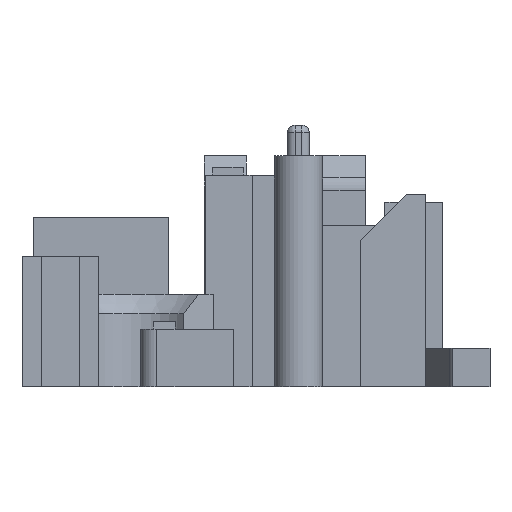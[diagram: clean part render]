
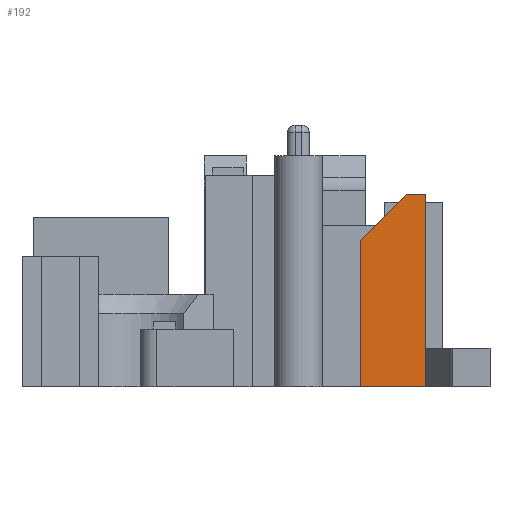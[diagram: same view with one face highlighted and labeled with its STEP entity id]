
A CAD part, left-side view. The second image highlights one B-rep face of the part: STEP entity #192.
In plain terms, the highlighted planar face has unit normal (-1, 0, 0).
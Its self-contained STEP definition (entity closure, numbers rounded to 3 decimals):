
#76 = EDGE_CURVE('',#77,#79,#81,.T.);
#77 = VERTEX_POINT('',#78);
#78 = CARTESIAN_POINT('',(19174.634,-29733.443,0.));
#79 = VERTEX_POINT('',#80);
#80 = CARTESIAN_POINT('',(19174.634,-29733.443,38000.
    ));
#81 = SURFACE_CURVE('',#82,(#86,#98),.PCURVE_S1.);
#82 = LINE('',#83,#84);
#83 = CARTESIAN_POINT('',(19174.634,-29733.443,0.));
#84 = VECTOR('',#85,1.);
#85 = DIRECTION('',(0.,0.,1.));
#86 = PCURVE('',#87,#92);
#87 = PLANE('',#88);
#88 = AXIS2_PLACEMENT_3D('',#89,#90,#91);
#89 = CARTESIAN_POINT('',(19174.634,-29733.443,0.));
#90 = DIRECTION('',(0.,1.,0.));
#91 = DIRECTION('',(1.,0.,0.));
#92 = DEFINITIONAL_REPRESENTATION('',(#93),#97);
#93 = LINE('',#94,#95);
#94 = CARTESIAN_POINT('',(0.,0.));
#95 = VECTOR('',#96,1.);
#96 = DIRECTION('',(0.,-1.));
#97 = ( GEOMETRIC_REPRESENTATION_CONTEXT(2) 
PARAMETRIC_REPRESENTATION_CONTEXT() REPRESENTATION_CONTEXT('2D SPACE',''
  ) );
#98 = PCURVE('',#99,#104);
#99 = PLANE('',#100);
#100 = AXIS2_PLACEMENT_3D('',#101,#102,#103);
#101 = CARTESIAN_POINT('',(19174.634,-46733.443,0.));
#102 = DIRECTION('',(-1.,0.,0.));
#103 = DIRECTION('',(0.,1.,0.));
#104 = DEFINITIONAL_REPRESENTATION('',(#105),#109);
#105 = LINE('',#106,#107);
#106 = CARTESIAN_POINT('',(17000.,0.));
#107 = VECTOR('',#108,1.);
#108 = DIRECTION('',(0.,-1.));
#109 = ( GEOMETRIC_REPRESENTATION_CONTEXT(2) 
PARAMETRIC_REPRESENTATION_CONTEXT() REPRESENTATION_CONTEXT('2D SPACE',''
  ) );
#127 = PLANE('',#128);
#128 = AXIS2_PLACEMENT_3D('',#129,#130,#131);
#129 = CARTESIAN_POINT('',(19174.634,-35733.443,
    44000.));
#130 = DIRECTION('',(0.,-0.707,-0.707));
#131 = DIRECTION('',(1.,0.,0.));
#181 = PLANE('',#182);
#182 = AXIS2_PLACEMENT_3D('',#183,#184,#185);
#183 = CARTESIAN_POINT('',(27674.634,-38233.443,0.));
#184 = DIRECTION('',(-0.,-0.,-1.));
#185 = DIRECTION('',(-1.,0.,0.));
#192 = ADVANCED_FACE('',(#193),#99,.T.);
#193 = FACE_BOUND('',#194,.T.);
#194 = EDGE_LOOP('',(#195,#196,#219,#247,#275));
#195 = ORIENTED_EDGE('',*,*,#76,.F.);
#196 = ORIENTED_EDGE('',*,*,#197,.F.);
#197 = EDGE_CURVE('',#198,#77,#200,.T.);
#198 = VERTEX_POINT('',#199);
#199 = CARTESIAN_POINT('',(19174.634,-46733.443,0.));
#200 = SURFACE_CURVE('',#201,(#205,#212),.PCURVE_S1.);
#201 = LINE('',#202,#203);
#202 = CARTESIAN_POINT('',(19174.634,-46733.443,0.));
#203 = VECTOR('',#204,1.);
#204 = DIRECTION('',(0.,1.,0.));
#205 = PCURVE('',#99,#206);
#206 = DEFINITIONAL_REPRESENTATION('',(#207),#211);
#207 = LINE('',#208,#209);
#208 = CARTESIAN_POINT('',(0.,0.));
#209 = VECTOR('',#210,1.);
#210 = DIRECTION('',(1.,0.));
#211 = ( GEOMETRIC_REPRESENTATION_CONTEXT(2) 
PARAMETRIC_REPRESENTATION_CONTEXT() REPRESENTATION_CONTEXT('2D SPACE',''
  ) );
#212 = PCURVE('',#181,#213);
#213 = DEFINITIONAL_REPRESENTATION('',(#214),#218);
#214 = LINE('',#215,#216);
#215 = CARTESIAN_POINT('',(8500.,-8500.));
#216 = VECTOR('',#217,1.);
#217 = DIRECTION('',(0.,1.));
#218 = ( GEOMETRIC_REPRESENTATION_CONTEXT(2) 
PARAMETRIC_REPRESENTATION_CONTEXT() REPRESENTATION_CONTEXT('2D SPACE',''
  ) );
#219 = ORIENTED_EDGE('',*,*,#220,.T.);
#220 = EDGE_CURVE('',#198,#221,#223,.T.);
#221 = VERTEX_POINT('',#222);
#222 = CARTESIAN_POINT('',(19174.634,-46733.443,50000.
    ));
#223 = SURFACE_CURVE('',#224,(#228,#235),.PCURVE_S1.);
#224 = LINE('',#225,#226);
#225 = CARTESIAN_POINT('',(19174.634,-46733.443,0.));
#226 = VECTOR('',#227,1.);
#227 = DIRECTION('',(0.,0.,1.));
#228 = PCURVE('',#99,#229);
#229 = DEFINITIONAL_REPRESENTATION('',(#230),#234);
#230 = LINE('',#231,#232);
#231 = CARTESIAN_POINT('',(0.,0.));
#232 = VECTOR('',#233,1.);
#233 = DIRECTION('',(0.,-1.));
#234 = ( GEOMETRIC_REPRESENTATION_CONTEXT(2) 
PARAMETRIC_REPRESENTATION_CONTEXT() REPRESENTATION_CONTEXT('2D SPACE',''
  ) );
#235 = PCURVE('',#236,#241);
#236 = PLANE('',#237);
#237 = AXIS2_PLACEMENT_3D('',#238,#239,#240);
#238 = CARTESIAN_POINT('',(36174.634,-46733.443,0.));
#239 = DIRECTION('',(0.,-1.,0.));
#240 = DIRECTION('',(-1.,0.,0.));
#241 = DEFINITIONAL_REPRESENTATION('',(#242),#246);
#242 = LINE('',#243,#244);
#243 = CARTESIAN_POINT('',(17000.,0.));
#244 = VECTOR('',#245,1.);
#245 = DIRECTION('',(0.,-1.));
#246 = ( GEOMETRIC_REPRESENTATION_CONTEXT(2) 
PARAMETRIC_REPRESENTATION_CONTEXT() REPRESENTATION_CONTEXT('2D SPACE',''
  ) );
#247 = ORIENTED_EDGE('',*,*,#248,.T.);
#248 = EDGE_CURVE('',#221,#249,#251,.T.);
#249 = VERTEX_POINT('',#250);
#250 = CARTESIAN_POINT('',(19174.634,-41733.443,50000.
    ));
#251 = SURFACE_CURVE('',#252,(#256,#263),.PCURVE_S1.);
#252 = LINE('',#253,#254);
#253 = CARTESIAN_POINT('',(19174.634,-46733.443,50000.
    ));
#254 = VECTOR('',#255,1.);
#255 = DIRECTION('',(0.,1.,0.));
#256 = PCURVE('',#99,#257);
#257 = DEFINITIONAL_REPRESENTATION('',(#258),#262);
#258 = LINE('',#259,#260);
#259 = CARTESIAN_POINT('',(0.,-50000.));
#260 = VECTOR('',#261,1.);
#261 = DIRECTION('',(1.,0.));
#262 = ( GEOMETRIC_REPRESENTATION_CONTEXT(2) 
PARAMETRIC_REPRESENTATION_CONTEXT() REPRESENTATION_CONTEXT('2D SPACE',''
  ) );
#263 = PCURVE('',#264,#269);
#264 = PLANE('',#265);
#265 = AXIS2_PLACEMENT_3D('',#266,#267,#268);
#266 = CARTESIAN_POINT('',(27674.634,-38233.443,50000.
    ));
#267 = DIRECTION('',(-0.,-0.,-1.));
#268 = DIRECTION('',(-1.,0.,0.));
#269 = DEFINITIONAL_REPRESENTATION('',(#270),#274);
#270 = LINE('',#271,#272);
#271 = CARTESIAN_POINT('',(8500.,-8500.));
#272 = VECTOR('',#273,1.);
#273 = DIRECTION('',(0.,1.));
#274 = ( GEOMETRIC_REPRESENTATION_CONTEXT(2) 
PARAMETRIC_REPRESENTATION_CONTEXT() REPRESENTATION_CONTEXT('2D SPACE',''
  ) );
#275 = ORIENTED_EDGE('',*,*,#276,.F.);
#276 = EDGE_CURVE('',#79,#249,#277,.T.);
#277 = SURFACE_CURVE('',#278,(#282,#289),.PCURVE_S1.);
#278 = LINE('',#279,#280);
#279 = CARTESIAN_POINT('',(19174.634,-27483.443,
    35750.));
#280 = VECTOR('',#281,1.);
#281 = DIRECTION('',(-0.,-0.707,0.707));
#282 = PCURVE('',#99,#283);
#283 = DEFINITIONAL_REPRESENTATION('',(#284),#288);
#284 = LINE('',#285,#286);
#285 = CARTESIAN_POINT('',(19250.,-35750.));
#286 = VECTOR('',#287,1.);
#287 = DIRECTION('',(-0.707,-0.707));
#288 = ( GEOMETRIC_REPRESENTATION_CONTEXT(2) 
PARAMETRIC_REPRESENTATION_CONTEXT() REPRESENTATION_CONTEXT('2D SPACE',''
  ) );
#289 = PCURVE('',#127,#290);
#290 = DEFINITIONAL_REPRESENTATION('',(#291),#295);
#291 = LINE('',#292,#293);
#292 = CARTESIAN_POINT('',(0.,-11667.262));
#293 = VECTOR('',#294,1.);
#294 = DIRECTION('',(0.,1.));
#295 = ( GEOMETRIC_REPRESENTATION_CONTEXT(2) 
PARAMETRIC_REPRESENTATION_CONTEXT() REPRESENTATION_CONTEXT('2D SPACE',''
  ) );
